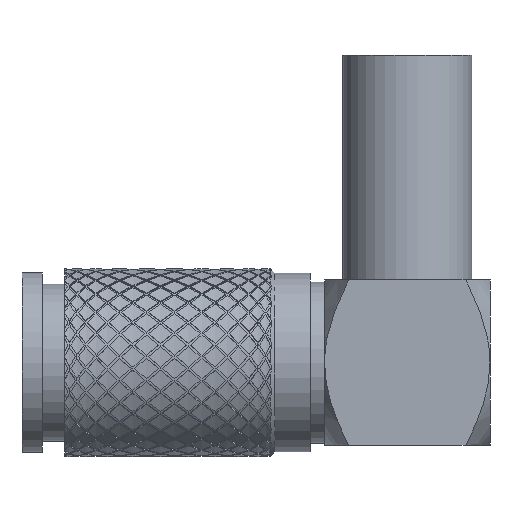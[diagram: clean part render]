
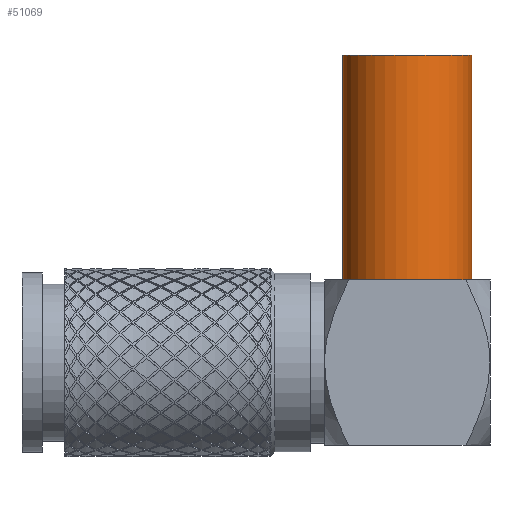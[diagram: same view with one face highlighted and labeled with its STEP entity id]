
A CAD part, left-side view. The second image highlights one B-rep face of the part: STEP entity #51069.
In plain terms, the highlighted cylindrical face has radius 2.725 mm (diameter 5.45 mm), a partial arc.
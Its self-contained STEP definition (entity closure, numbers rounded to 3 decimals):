
#238=CARTESIAN_POINT('',(0.,-6.4,0.5));
#239=DIRECTION('',(0.,0.,1.));
#240=DIRECTION('',(0.,1.,0.));
#241=AXIS2_PLACEMENT_3D('',#238,#239,#240);
#314=DIRECTION('',(0.,0.,-1.));
#315=VECTOR('',#314,9.5);
#316=CARTESIAN_POINT('',(0.,-3.675,10.));
#317=LINE('',#316,#315);
#318=CARTESIAN_POINT('',(0.,-6.4,10.));
#319=DIRECTION('',(0.,0.,-1.));
#320=DIRECTION('',(0.,-1.,0.));
#321=AXIS2_PLACEMENT_3D('',#318,#319,#320);
#323=DIRECTION('',(0.,0.,-1.));
#324=VECTOR('',#323,9.5);
#325=CARTESIAN_POINT('',(0.,-9.125,10.));
#326=LINE('',#325,#324);
#45380=CARTESIAN_POINT('',(0.,-9.125,0.5));
#45381=CARTESIAN_POINT('',(0.,-3.675,0.5));
#45382=VERTEX_POINT('',#45380);
#45383=VERTEX_POINT('',#45381);
#45388=CARTESIAN_POINT('',(0.,-9.125,10.));
#45389=VERTEX_POINT('',#45388);
#45394=CARTESIAN_POINT('',(0.,-3.675,10.));
#45395=VERTEX_POINT('',#45394);
#51057=CARTESIAN_POINT('',(0.,-6.4,0.025));
#51058=DIRECTION('',(0.,0.,1.));
#51059=DIRECTION('',(0.,1.,0.));
#51060=AXIS2_PLACEMENT_3D('',#51057,#51058,#51059);
#51061=CYLINDRICAL_SURFACE('',#51060,2.725);
#51062=ORIENTED_EDGE('',*,*,#50917,.F.);
#51063=ORIENTED_EDGE('',*,*,#51052,.F.);
#51065=ORIENTED_EDGE('',*,*,#51064,.F.);
#51066=ORIENTED_EDGE('',*,*,#51048,.T.);
#51067=EDGE_LOOP('',(#51062,#51063,#51065,#51066));
#51068=FACE_OUTER_BOUND('',#51067,.F.);
#242=CIRCLE('',#241,2.725);
#322=CIRCLE('',#321,2.725);
#50917=EDGE_CURVE('',#45383,#45382,#242,.T.);
#51048=EDGE_CURVE('',#45389,#45382,#326,.T.);
#51052=EDGE_CURVE('',#45395,#45383,#317,.T.);
#51064=EDGE_CURVE('',#45389,#45395,#322,.T.);
#51069=ADVANCED_FACE('',(#51068),#51061,.T.);
